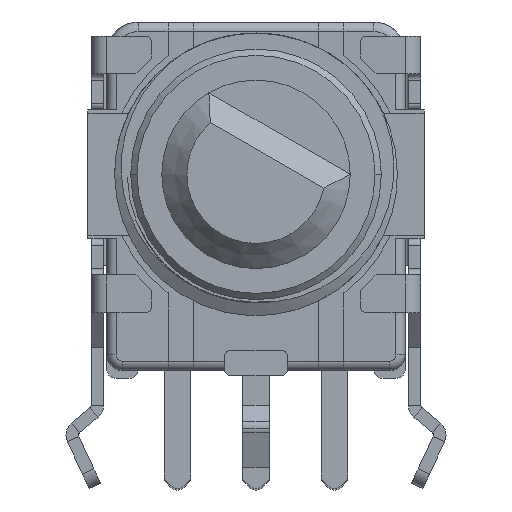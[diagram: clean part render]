
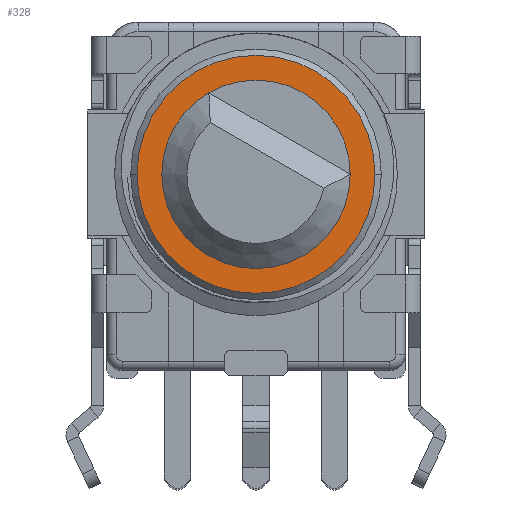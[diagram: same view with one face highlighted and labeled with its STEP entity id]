
A CAD part, front view. The second image highlights one B-rep face of the part: STEP entity #328.
In plain terms, the highlighted face is planar.
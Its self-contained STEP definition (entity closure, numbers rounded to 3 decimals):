
#328 = ADVANCED_FACE ( 'NONE', ( #5549, #5555 ), #6254, .T. ) ;
#1116 = ORIENTED_EDGE ( 'NONE', *, *, #18567, .F. ) ;
#1161 = ORIENTED_EDGE ( 'NONE', *, *, #9429, .F. ) ;
#1176 = ORIENTED_EDGE ( 'NONE', *, *, #9434, .T. ) ;
#1322 = ORIENTED_EDGE ( 'NONE', *, *, #9785, .T. ) ;
#3112 = VERTEX_POINT ( 'NONE', #7094 ) ;
#3123 = VERTEX_POINT ( 'NONE', #7105 ) ;
#3127 = VERTEX_POINT ( 'NONE', #7109 ) ;
#3167 = VERTEX_POINT ( 'NONE', #7149 ) ;
#5549 = FACE_OUTER_BOUND ( 'NONE', #19253, .T. ) ;
#5555 = FACE_BOUND ( 'NONE', #19258, .T. ) ;
#6253 = CARTESIAN_POINT ( 'NONE',  ( 0., 0., -7.5 ) ) ;
#6254 = PLANE ( 'NONE',  #16102 ) ;
#6262 = DIRECTION ( 'NONE',  ( 0., 0., -1. ) ) ;
#6263 = DIRECTION ( 'NONE',  ( -1., 0., 0. ) ) ;
#7094 = CARTESIAN_POINT ( 'NONE',  ( -1.5, 2.598, -7.5 ) ) ;
#7105 = CARTESIAN_POINT ( 'NONE',  ( 1.5, -2.598, -7.5 ) ) ;
#7109 = CARTESIAN_POINT ( 'NONE',  ( -3.79, 0., -7.5 ) ) ;
#7149 = CARTESIAN_POINT ( 'NONE',  ( 3.79, 0., -7.5 ) ) ;
#7495 = CIRCLE ( 'NONE', #16354, 3.79 ) ;
#7498 = CIRCLE ( 'NONE', #16355, 3. ) ;
#7807 = CIRCLE ( 'NONE', #16396, 3. ) ;
#8837 = CARTESIAN_POINT ( 'NONE',  ( 0., 0., -7.5 ) ) ;
#8838 = DIRECTION ( 'NONE',  ( 0., 0., 1. ) ) ;
#8839 = DIRECTION ( 'NONE',  ( 1., 0., 0. ) ) ;
#8845 = CARTESIAN_POINT ( 'NONE',  ( 0., 0., -7.5 ) ) ;
#8846 = DIRECTION ( 'NONE',  ( 0., 0., 1. ) ) ;
#8847 = DIRECTION ( 'NONE',  ( -1., 0., 0. ) ) ;
#9378 = CARTESIAN_POINT ( 'NONE',  ( 0., 0., -7.5 ) ) ;
#9387 = DIRECTION ( 'NONE',  ( 0., 0., 1. ) ) ;
#9389 = DIRECTION ( 'NONE',  ( -1., 0., 0. ) ) ;
#9429 = EDGE_CURVE ( 'NONE', #3167, #3127, #7495, .T. ) ;
#9434 = EDGE_CURVE ( 'NONE', #3112, #3123, #7498, .T. ) ;
#9785 = EDGE_CURVE ( 'NONE', #3123, #3112, #7807, .T. ) ;
#11669 = CIRCLE ( 'NONE', #12103, 3.79 ) ;
#12103 = AXIS2_PLACEMENT_3D ( 'NONE', #13083, #13085, #13086 ) ;
#13083 = CARTESIAN_POINT ( 'NONE',  ( 0., 0., -7.5 ) ) ;
#13085 = DIRECTION ( 'NONE',  ( 0., 0., 1. ) ) ;
#13086 = DIRECTION ( 'NONE',  ( 1., 0., 0. ) ) ;
#16102 = AXIS2_PLACEMENT_3D ( 'NONE', #6253, #6262, #6263 ) ;
#16354 = AXIS2_PLACEMENT_3D ( 'NONE', #8837, #8838, #8839 ) ;
#16355 = AXIS2_PLACEMENT_3D ( 'NONE', #8845, #8846, #8847 ) ;
#16396 = AXIS2_PLACEMENT_3D ( 'NONE', #9378, #9387, #9389 ) ;
#18567 = EDGE_CURVE ( 'NONE', #3127, #3167, #11669, .T. ) ;
#19253 = EDGE_LOOP ( 'NONE', ( #1161, #1116 ) ) ;
#19258 = EDGE_LOOP ( 'NONE', ( #1176, #1322 ) ) ;
